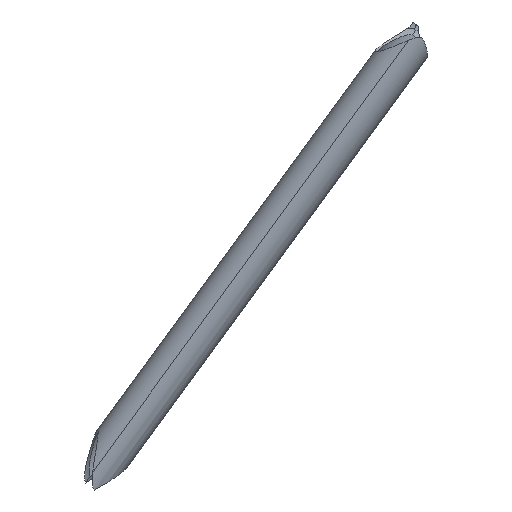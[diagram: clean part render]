
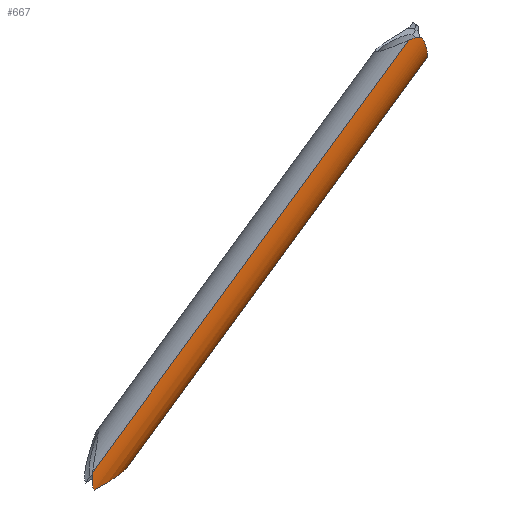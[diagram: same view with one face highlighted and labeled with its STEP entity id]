
A CAD part, front view. The second image highlights one B-rep face of the part: STEP entity #667.
In plain terms, the highlighted cylindrical face has radius 14 mm (diameter 28 mm), a partial arc.
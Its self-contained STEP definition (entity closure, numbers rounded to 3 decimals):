
#121=CARTESIAN_POINT('Vertex',(-1188.992,-316.097,162.45)) ;
#230=CARTESIAN_POINT('Vertex',(-1197.116,-316.351,160.951)) ;
#234=CARTESIAN_POINT('Control Point',(-1188.992,-316.097,162.45)) ;
#235=CARTESIAN_POINT('Control Point',(-1189.294,-316.211,162.627)) ;
#236=CARTESIAN_POINT('Control Point',(-1189.622,-316.309,162.769)) ;
#237=CARTESIAN_POINT('Control Point',(-1189.977,-316.387,162.859)) ;
#238=CARTESIAN_POINT('Control Point',(-1190.684,-316.502,162.931)) ;
#239=CARTESIAN_POINT('Control Point',(-1191.396,-316.563,162.858)) ;
#240=CARTESIAN_POINT('Control Point',(-1191.741,-316.582,162.799)) ;
#241=CARTESIAN_POINT('Control Point',(-1192.319,-316.603,162.673)) ;
#242=CARTESIAN_POINT('Control Point',(-1192.887,-316.607,162.514)) ;
#243=CARTESIAN_POINT('Control Point',(-1193.121,-316.606,162.443)) ;
#244=CARTESIAN_POINT('Control Point',(-1194.075,-316.593,162.141)) ;
#245=CARTESIAN_POINT('Control Point',(-1195.013,-316.546,161.791)) ;
#246=CARTESIAN_POINT('Control Point',(-1195.718,-316.495,161.517)) ;
#247=CARTESIAN_POINT('Control Point',(-1196.418,-316.43,161.236)) ;
#248=CARTESIAN_POINT('Control Point',(-1197.116,-316.351,160.951)) ;
#330=CARTESIAN_POINT('Control Point',(-1190.831,-288.883,165.245)) ;
#331=CARTESIAN_POINT('Control Point',(-1190.656,-288.903,164.279)) ;
#332=CARTESIAN_POINT('Control Point',(-1190.437,-288.973,163.321)) ;
#333=CARTESIAN_POINT('Control Point',(-1190.201,-289.1,162.374)) ;
#334=CARTESIAN_POINT('Control Point',(-1189.756,-289.429,160.713)) ;
#335=CARTESIAN_POINT('Control Point',(-1189.281,-289.953,159.113)) ;
#336=CARTESIAN_POINT('Control Point',(-1189.069,-290.221,158.427)) ;
#337=CARTESIAN_POINT('Control Point',(-1188.527,-291.003,156.73)) ;
#338=CARTESIAN_POINT('Control Point',(-1187.983,-292.049,155.176)) ;
#339=CARTESIAN_POINT('Control Point',(-1187.657,-292.783,154.301)) ;
#340=CARTESIAN_POINT('Control Point',(-1187.089,-294.297,152.881)) ;
#341=CARTESIAN_POINT('Control Point',(-1186.588,-296.102,151.832)) ;
#342=CARTESIAN_POINT('Control Point',(-1186.381,-296.964,151.449)) ;
#343=CARTESIAN_POINT('Control Point',(-1185.998,-298.848,150.849)) ;
#344=CARTESIAN_POINT('Control Point',(-1185.727,-300.84,150.684)) ;
#345=CARTESIAN_POINT('Control Point',(-1185.62,-301.887,150.719)) ;
#346=CARTESIAN_POINT('Control Point',(-1185.433,-304.577,151.103)) ;
#347=CARTESIAN_POINT('Control Point',(-1185.473,-307.107,152.173)) ;
#348=CARTESIAN_POINT('Control Point',(-1185.577,-308.549,153.04)) ;
#349=CARTESIAN_POINT('Control Point',(-1185.843,-310.597,154.631)) ;
#350=CARTESIAN_POINT('Control Point',(-1186.277,-312.331,156.514)) ;
#351=CARTESIAN_POINT('Control Point',(-1186.455,-312.91,157.217)) ;
#352=CARTESIAN_POINT('Control Point',(-1186.738,-313.669,158.247)) ;
#353=CARTESIAN_POINT('Control Point',(-1187.092,-314.348,159.307)) ;
#354=CARTESIAN_POINT('Control Point',(-1187.203,-314.539,159.618)) ;
#355=CARTESIAN_POINT('Control Point',(-1187.44,-314.906,160.24)) ;
#356=CARTESIAN_POINT('Control Point',(-1187.725,-315.246,160.857)) ;
#357=CARTESIAN_POINT('Control Point',(-1187.882,-315.409,161.161)) ;
#358=CARTESIAN_POINT('Control Point',(-1188.163,-315.654,161.63)) ;
#359=CARTESIAN_POINT('Control Point',(-1188.52,-315.877,162.052)) ;
#360=CARTESIAN_POINT('Control Point',(-1188.664,-315.955,162.198)) ;
#361=CARTESIAN_POINT('Control Point',(-1188.821,-316.029,162.332)) ;
#362=CARTESIAN_POINT('Control Point',(-1188.992,-316.097,162.45)) ;
#363=CARTESIAN_POINT('Vertex',(-1190.831,-288.883,165.245)) ;
#421=CARTESIAN_POINT('Vertex',(-1388.602,-292.777,-113.048)) ;
#488=CARTESIAN_POINT('Vertex',(-1389.403,-266.454,-106.17)) ;
#492=CARTESIAN_POINT('Control Point',(-1388.602,-292.777,-113.048)) ;
#493=CARTESIAN_POINT('Control Point',(-1387.798,-292.625,-112.679)) ;
#494=CARTESIAN_POINT('Control Point',(-1387.01,-292.465,-112.28)) ;
#495=CARTESIAN_POINT('Control Point',(-1386.231,-292.295,-111.868)) ;
#496=CARTESIAN_POINT('Control Point',(-1384.793,-291.956,-111.077)) ;
#497=CARTESIAN_POINT('Control Point',(-1383.381,-291.571,-110.258)) ;
#498=CARTESIAN_POINT('Control Point',(-1382.731,-291.381,-109.873)) ;
#499=CARTESIAN_POINT('Control Point',(-1381.079,-290.867,-108.876)) ;
#500=CARTESIAN_POINT('Control Point',(-1379.465,-290.276,-107.859)) ;
#501=CARTESIAN_POINT('Control Point',(-1378.497,-289.883,-107.233)) ;
#502=CARTESIAN_POINT('Control Point',(-1376.275,-288.885,-105.759)) ;
#503=CARTESIAN_POINT('Control Point',(-1374.173,-287.671,-104.269)) ;
#504=CARTESIAN_POINT('Control Point',(-1373.029,-286.899,-103.42)) ;
#505=CARTESIAN_POINT('Control Point',(-1371.172,-285.405,-101.963)) ;
#506=CARTESIAN_POINT('Control Point',(-1369.66,-283.53,-100.566)) ;
#507=CARTESIAN_POINT('Control Point',(-1369.105,-282.668,-99.998)) ;
#508=CARTESIAN_POINT('Control Point',(-1368.499,-281.324,-99.251)) ;
#509=CARTESIAN_POINT('Control Point',(-1368.264,-279.825,-98.653)) ;
#510=CARTESIAN_POINT('Control Point',(-1368.231,-279.374,-98.493)) ;
#511=CARTESIAN_POINT('Control Point',(-1368.249,-278.359,-98.184)) ;
#512=CARTESIAN_POINT('Control Point',(-1368.469,-277.339,-97.981)) ;
#513=CARTESIAN_POINT('Control Point',(-1368.651,-276.79,-97.907)) ;
#514=CARTESIAN_POINT('Control Point',(-1369.189,-275.579,-97.816)) ;
#515=CARTESIAN_POINT('Control Point',(-1369.955,-274.489,-97.887)) ;
#516=CARTESIAN_POINT('Control Point',(-1370.44,-273.922,-97.971)) ;
#517=CARTESIAN_POINT('Control Point',(-1372.007,-272.34,-98.323)) ;
#518=CARTESIAN_POINT('Control Point',(-1373.821,-271.11,-98.922)) ;
#519=CARTESIAN_POINT('Control Point',(-1375.07,-270.409,-99.383)) ;
#520=CARTESIAN_POINT('Control Point',(-1377.332,-269.333,-100.28)) ;
#521=CARTESIAN_POINT('Control Point',(-1379.646,-268.503,-101.292)) ;
#522=CARTESIAN_POINT('Control Point',(-1380.653,-268.182,-101.748)) ;
#523=CARTESIAN_POINT('Control Point',(-1383.012,-267.517,-102.846)) ;
#524=CARTESIAN_POINT('Control Point',(-1385.378,-267.025,-104.02)) ;
#525=CARTESIAN_POINT('Control Point',(-1386.727,-266.793,-104.712)) ;
#526=CARTESIAN_POINT('Control Point',(-1388.071,-266.604,-105.426)) ;
#527=CARTESIAN_POINT('Control Point',(-1389.403,-266.454,-106.17)) ;
#631=CARTESIAN_POINT('Axis2P3D Location',(-1293.572,-291.367,26.963)) ;
#636=CARTESIAN_POINT('Line Origine',(-1292.001,-277.456,26.963)) ;
#641=CARTESIAN_POINT('Line Origine',(-1295.144,-305.279,26.963)) ;
#645=CARTESIAN_POINT('Vertex',(-1389.623,-294.607,-102.175)) ;
#649=CARTESIAN_POINT('Control Point',(-1388.602,-292.777,-113.048)) ;
#650=CARTESIAN_POINT('Control Point',(-1389.058,-293.158,-112.372)) ;
#651=CARTESIAN_POINT('Control Point',(-1389.427,-293.471,-111.6)) ;
#652=CARTESIAN_POINT('Control Point',(-1389.671,-293.712,-110.747)) ;
#653=CARTESIAN_POINT('Control Point',(-1390.054,-294.194,-108.55)) ;
#654=CARTESIAN_POINT('Control Point',(-1390.015,-294.434,-106.27)) ;
#655=CARTESIAN_POINT('Control Point',(-1389.924,-294.532,-104.904)) ;
#656=CARTESIAN_POINT('Control Point',(-1389.788,-294.588,-103.538)) ;
#657=CARTESIAN_POINT('Control Point',(-1389.623,-294.607,-102.175)) ;
#632=DIRECTION('Axis2P3D Direction',(-0.589,0.067,-0.805)) ;
#633=DIRECTION('Axis2P3D XDirection',(0.112,0.994,0.)) ;
#637=DIRECTION('Vector Direction',(-0.589,0.067,-0.805)) ;
#642=DIRECTION('Vector Direction',(-0.589,0.067,-0.805)) ;
#634=AXIS2_PLACEMENT_3D('Cylinder Axis2P3D',#631,#632,#633) ;
#660=ORIENTED_EDGE('',*,*,#528,.T.) ;
#661=ORIENTED_EDGE('',*,*,#640,.F.) ;
#662=ORIENTED_EDGE('',*,*,#365,.T.) ;
#663=ORIENTED_EDGE('',*,*,#249,.T.) ;
#664=ORIENTED_EDGE('',*,*,#647,.T.) ;
#665=ORIENTED_EDGE('',*,*,#658,.F.) ;
#638=VECTOR('Line Direction',#637,1.) ;
#643=VECTOR('Line Direction',#642,1.) ;
#667=ADVANCED_FACE('PartBody',(#666),#635,.T.) ;
#233=B_SPLINE_CURVE_WITH_KNOTS('',5,(#234,#235,#236,#237,#238,#239,#240,#241,#242,#243,#244,#245,#246,#247,#248),.UNSPECIFIED.,.F.,.U.,(6,3,3,3,6),(57.019,59.621,62.075,63.797,69.154),.UNSPECIFIED.) ;
#329=B_SPLINE_CURVE_WITH_KNOTS('',5,(#330,#331,#332,#333,#334,#335,#336,#337,#338,#339,#340,#341,#342,#343,#344,#345,#346,#347,#348,#349,#350,#351,#352,#353,#354,#355,#356,#357,#358,#359,#360,#361,#362),.UNSPECIFIED.,.F.,.U.,(6,3,3,3,3,3,3,3,3,3,6),(0.,6.945,12.352,20.678,27.455,34.837,46.612,53.157,55.858,58.527,60.069),.UNSPECIFIED.) ;
#491=B_SPLINE_CURVE_WITH_KNOTS('',5,(#492,#493,#494,#495,#496,#497,#498,#499,#500,#501,#502,#503,#504,#505,#506,#507,#508,#509,#510,#511,#512,#513,#514,#515,#516,#517,#518,#519,#520,#521,#522,#523,#524,#525,#526,#527),.UNSPECIFIED.,.F.,.U.,(6,3,3,3,3,3,3,3,3,3,3,6),(2.357,8.7,14.21,22.818,34.327,42.451,45.824,49.915,55.174,65.812,73.953,84.793),.UNSPECIFIED.) ;
#648=B_SPLINE_CURVE_WITH_KNOTS('',5,(#649,#650,#651,#652,#653,#654,#655,#656,#657),.UNSPECIFIED.,.F.,.U.,(6,3,6),(11.052,17.417,27.129),.UNSPECIFIED.) ;
#635=CYLINDRICAL_SURFACE('generated cylinder',#634,14.) ;
#249=EDGE_CURVE('',#122,#231,#233,.T.) ;
#365=EDGE_CURVE('',#364,#122,#329,.T.) ;
#528=EDGE_CURVE('',#422,#489,#491,.T.) ;
#640=EDGE_CURVE('',#364,#489,#639,.T.) ;
#647=EDGE_CURVE('',#231,#646,#644,.T.) ;
#658=EDGE_CURVE('',#422,#646,#648,.T.) ;
#659=EDGE_LOOP('',(#660,#661,#662,#663,#664,#665)) ;
#666=FACE_OUTER_BOUND('',#659,.T.) ;
#639=LINE('Line',#636,#638) ;
#644=LINE('Line',#641,#643) ;
#122=VERTEX_POINT('',#121) ;
#231=VERTEX_POINT('',#230) ;
#364=VERTEX_POINT('',#363) ;
#422=VERTEX_POINT('',#421) ;
#489=VERTEX_POINT('',#488) ;
#646=VERTEX_POINT('',#645) ;
